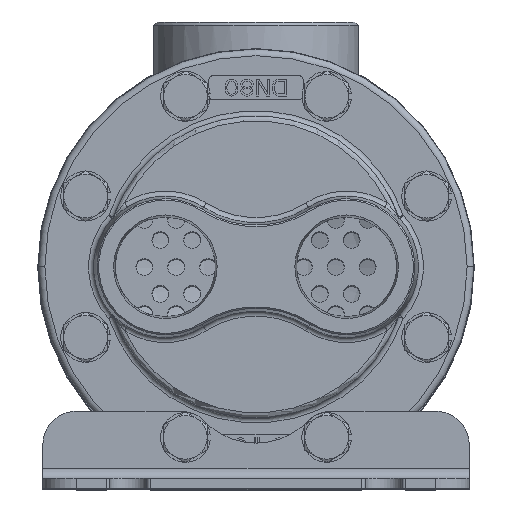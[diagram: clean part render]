
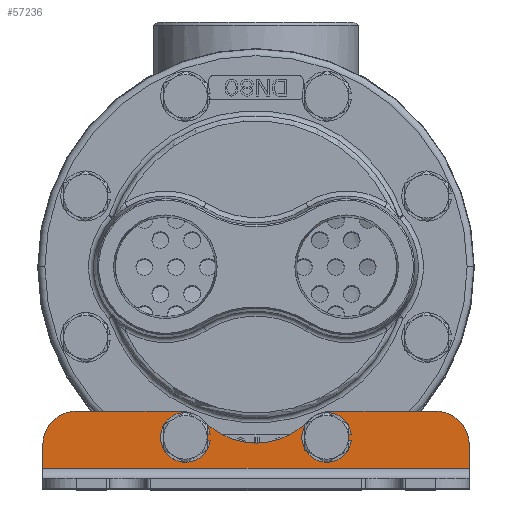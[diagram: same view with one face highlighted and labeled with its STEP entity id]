
A CAD part, top view. The second image highlights one B-rep face of the part: STEP entity #57236.
In plain terms, the highlighted planar face has unit normal (0, 0, 1).
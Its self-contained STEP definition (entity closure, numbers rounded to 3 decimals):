
#56322=DIRECTION('',(0.,-1.,0.));
#56323=VECTOR('',#56322,7.);
#56324=CARTESIAN_POINT('',(0.,13.,3.));
#56325=LINE('',#56324,#56323);
#56550=DIRECTION('',(0.,-1.,0.));
#56551=VECTOR('',#56550,7.);
#56552=CARTESIAN_POINT('',(127.,13.,3.));
#56553=LINE('',#56552,#56551);
#56581=CARTESIAN_POINT('',(42.45,15.19,3.));
#56582=DIRECTION('',(0.,0.,1.));
#56583=DIRECTION('',(1.,0.,0.));
#56584=AXIS2_PLACEMENT_3D('',#56581,#56582,#56583);
#56586=CARTESIAN_POINT('',(42.45,15.19,3.));
#56587=DIRECTION('',(0.,0.,1.));
#56588=DIRECTION('',(-1.,0.,0.));
#56589=AXIS2_PLACEMENT_3D('',#56586,#56587,#56588);
#56591=CARTESIAN_POINT('',(84.55,15.19,3.));
#56592=DIRECTION('',(0.,0.,-1.));
#56593=DIRECTION('',(-1.,0.,0.));
#56594=AXIS2_PLACEMENT_3D('',#56591,#56592,#56593);
#56596=CARTESIAN_POINT('',(84.55,15.19,3.));
#56597=DIRECTION('',(0.,0.,-1.));
#56598=DIRECTION('',(1.,0.,0.));
#56599=AXIS2_PLACEMENT_3D('',#56596,#56597,#56598);
#56601=CARTESIAN_POINT('',(40.956,13.,3.));
#56602=DIRECTION('',(0.,0.,1.));
#56603=DIRECTION('',(0.716,0.698,0.));
#56604=AXIS2_PLACEMENT_3D('',#56601,#56602,#56603);
#56606=CARTESIAN_POINT('',(63.5,35.,3.));
#56607=DIRECTION('',(0.,0.,-1.));
#56608=DIRECTION('',(0.716,-0.698,0.));
#56609=AXIS2_PLACEMENT_3D('',#56606,#56607,#56608);
#56611=CARTESIAN_POINT('',(86.044,13.,3.));
#56612=DIRECTION('',(0.,0.,1.));
#56613=DIRECTION('',(0.,1.,0.));
#56614=AXIS2_PLACEMENT_3D('',#56611,#56612,#56613);
#56616=DIRECTION('',(1.,0.,0.));
#56617=VECTOR('',#56616,30.956);
#56618=CARTESIAN_POINT('',(86.044,23.,3.));
#56619=LINE('',#56618,#56617);
#56620=CARTESIAN_POINT('',(117.,13.,3.));
#56621=DIRECTION('',(0.,0.,1.));
#56622=DIRECTION('',(1.,0.,0.));
#56623=AXIS2_PLACEMENT_3D('',#56620,#56621,#56622);
#56625=DIRECTION('',(1.,0.,0.));
#56626=VECTOR('',#56625,127.);
#56627=CARTESIAN_POINT('',(0.,6.,3.));
#56628=LINE('',#56627,#56626);
#56629=CARTESIAN_POINT('',(10.,13.,3.));
#56630=DIRECTION('',(0.,0.,1.));
#56631=DIRECTION('',(0.,1.,0.));
#56632=AXIS2_PLACEMENT_3D('',#56629,#56630,#56631);
#56634=DIRECTION('',(1.,0.,0.));
#56635=VECTOR('',#56634,30.956);
#56636=CARTESIAN_POINT('',(10.,23.,3.));
#56637=LINE('',#56636,#56635);
#56755=CARTESIAN_POINT('',(0.,6.,3.));
#56756=CARTESIAN_POINT('',(127.,6.,3.));
#56757=VERTEX_POINT('',#56755);
#56758=VERTEX_POINT('',#56756);
#56771=CARTESIAN_POINT('',(46.95,15.19,3.));
#56772=CARTESIAN_POINT('',(37.95,15.19,3.));
#56773=VERTEX_POINT('',#56771);
#56774=VERTEX_POINT('',#56772);
#56775=CARTESIAN_POINT('',(80.05,15.19,3.));
#56777=VERTEX_POINT('',#56775);
#56779=CARTESIAN_POINT('',(89.05,15.19,3.));
#56781=VERTEX_POINT('',#56779);
#56783=CARTESIAN_POINT('',(127.,13.,3.));
#56784=CARTESIAN_POINT('',(117.,23.,3.));
#56785=VERTEX_POINT('',#56783);
#56786=VERTEX_POINT('',#56784);
#56795=CARTESIAN_POINT('',(10.,23.,3.));
#56796=VERTEX_POINT('',#56795);
#56797=CARTESIAN_POINT('',(0.,13.,3.));
#56798=VERTEX_POINT('',#56797);
#56875=CARTESIAN_POINT('',(48.113,19.984,3.));
#56876=VERTEX_POINT('',#56875);
#56877=CARTESIAN_POINT('',(40.956,23.,3.));
#56878=VERTEX_POINT('',#56877);
#56879=CARTESIAN_POINT('',(86.044,23.,3.));
#56880=CARTESIAN_POINT('',(78.887,19.984,3.));
#56881=VERTEX_POINT('',#56879);
#56882=VERTEX_POINT('',#56880);
#57200=CARTESIAN_POINT('',(0.,23.,3.));
#57201=DIRECTION('',(0.,0.,1.));
#57202=DIRECTION('',(0.,-1.,0.));
#57203=AXIS2_PLACEMENT_3D('',#57200,#57201,#57202);
#57204=PLANE('',#57203);
#57206=ORIENTED_EDGE('',*,*,#57205,.F.);
#57208=ORIENTED_EDGE('',*,*,#57207,.F.);
#57210=ORIENTED_EDGE('',*,*,#57209,.F.);
#57212=ORIENTED_EDGE('',*,*,#57211,.T.);
#57214=ORIENTED_EDGE('',*,*,#57213,.F.);
#57215=ORIENTED_EDGE('',*,*,#57175,.T.);
#57216=ORIENTED_EDGE('',*,*,#57194,.F.);
#57217=ORIENTED_EDGE('',*,*,#56902,.F.);
#57219=ORIENTED_EDGE('',*,*,#57218,.F.);
#57221=ORIENTED_EDGE('',*,*,#57220,.T.);
#57222=EDGE_LOOP('',(#57206,#57208,#57210,#57212,#57214,#57215,#57216,#57217,
#57219,#57221));
#57223=FACE_OUTER_BOUND('',#57222,.F.);
#57225=ORIENTED_EDGE('',*,*,#57224,.F.);
#57227=ORIENTED_EDGE('',*,*,#57226,.F.);
#57228=EDGE_LOOP('',(#57225,#57227));
#57229=FACE_BOUND('',#57228,.F.);
#57231=ORIENTED_EDGE('',*,*,#57230,.T.);
#57233=ORIENTED_EDGE('',*,*,#57232,.T.);
#57234=EDGE_LOOP('',(#57231,#57233));
#57235=FACE_BOUND('',#57234,.F.);
#57236=ADVANCED_FACE('',(#57223,#57229,#57235),#57204,.T.);
#56585=CIRCLE('',#56584,4.5);
#56590=CIRCLE('',#56589,4.5);
#56595=CIRCLE('',#56594,4.5);
#56600=CIRCLE('',#56599,4.5);
#56605=CIRCLE('',#56604,10.);
#56610=CIRCLE('',#56609,21.5);
#56615=CIRCLE('',#56614,10.);
#56624=CIRCLE('',#56623,10.);
#56633=CIRCLE('',#56632,10.);
#56902=EDGE_CURVE('',#56798,#56757,#56325,.T.);
#57175=EDGE_CURVE('',#56785,#56758,#56553,.T.);
#57194=EDGE_CURVE('',#56757,#56758,#56628,.T.);
#57205=EDGE_CURVE('',#56876,#56878,#56605,.T.);
#57207=EDGE_CURVE('',#56882,#56876,#56610,.T.);
#57209=EDGE_CURVE('',#56881,#56882,#56615,.T.);
#57211=EDGE_CURVE('',#56881,#56786,#56619,.T.);
#57213=EDGE_CURVE('',#56785,#56786,#56624,.T.);
#57218=EDGE_CURVE('',#56796,#56798,#56633,.T.);
#57220=EDGE_CURVE('',#56796,#56878,#56637,.T.);
#57224=EDGE_CURVE('',#56777,#56781,#56595,.T.);
#57226=EDGE_CURVE('',#56781,#56777,#56600,.T.);
#57230=EDGE_CURVE('',#56773,#56774,#56585,.T.);
#57232=EDGE_CURVE('',#56774,#56773,#56590,.T.);
